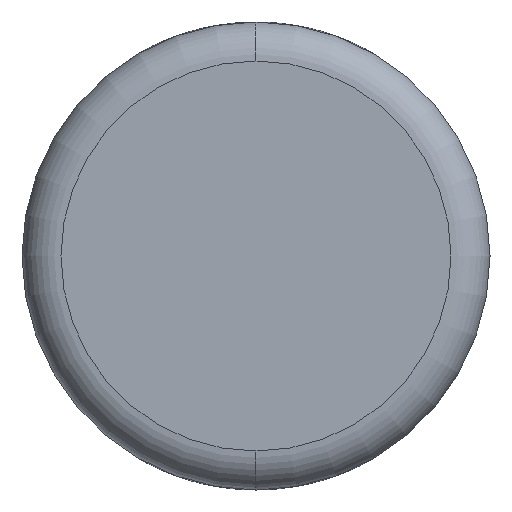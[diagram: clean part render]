
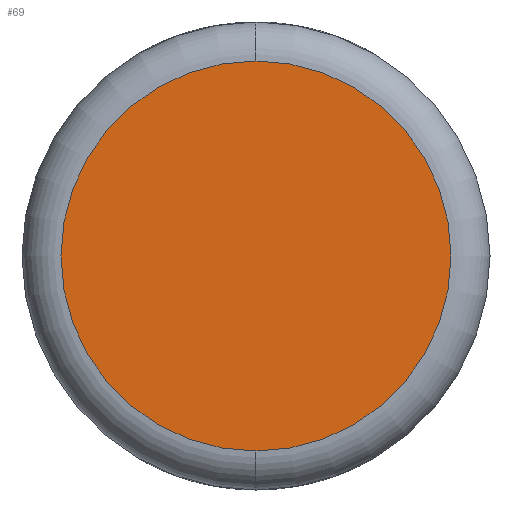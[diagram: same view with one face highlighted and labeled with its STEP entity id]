
A CAD part, left-side view. The second image highlights one B-rep face of the part: STEP entity #69.
In plain terms, the highlighted planar face has unit normal (-1, 0, 0).
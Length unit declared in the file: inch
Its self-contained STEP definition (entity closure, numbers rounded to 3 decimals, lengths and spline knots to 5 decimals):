
#12 = CIRCLE ( 'NONE', #253, 0.3125 ) ;
#29 = DIRECTION ( 'NONE',  ( -1., 0., 0. ) ) ;
#55 = CARTESIAN_POINT ( 'NONE',  ( 0., 0., -0.3125 ) ) ;
#64 = EDGE_CURVE ( 'NONE', #380, #185, #12, .T. ) ;
#69 = ADVANCED_FACE ( 'NONE', ( #444 ), #160, .F. ) ;
#97 = AXIS2_PLACEMENT_3D ( 'NONE', #324, #493, #457 ) ;
#125 = AXIS2_PLACEMENT_3D ( 'NONE', #513, #469, #379 ) ;
#160 = PLANE ( 'NONE',  #97 ) ;
#180 = EDGE_CURVE ( 'NONE', #185, #380, #328, .T. ) ;
#185 = VERTEX_POINT ( 'NONE', #55 ) ;
#253 = AXIS2_PLACEMENT_3D ( 'NONE', #400, #29, #361 ) ;
#265 = CARTESIAN_POINT ( 'NONE',  ( 0., 0., 0.3125 ) ) ;
#287 = ORIENTED_EDGE ( 'NONE', *, *, #180, .T. ) ;
#303 = EDGE_LOOP ( 'NONE', ( #287, #488 ) ) ;
#324 = CARTESIAN_POINT ( 'NONE',  ( 0., 0., 0. ) ) ;
#328 = CIRCLE ( 'NONE', #125, 0.3125 ) ;
#361 = DIRECTION ( 'NONE',  ( 0., 0., -1. ) ) ;
#379 = DIRECTION ( 'NONE',  ( 0., 0., -1. ) ) ;
#380 = VERTEX_POINT ( 'NONE', #265 ) ;
#400 = CARTESIAN_POINT ( 'NONE',  ( 0., 0., 0. ) ) ;
#444 = FACE_OUTER_BOUND ( 'NONE', #303, .T. ) ;
#457 = DIRECTION ( 'NONE',  ( 0., 0., -1. ) ) ;
#469 = DIRECTION ( 'NONE',  ( -1., 0., 0. ) ) ;
#488 = ORIENTED_EDGE ( 'NONE', *, *, #64, .T. ) ;
#493 = DIRECTION ( 'NONE',  ( 1., 0., 0. ) ) ;
#513 = CARTESIAN_POINT ( 'NONE',  ( 0., 0., 0. ) ) ;
